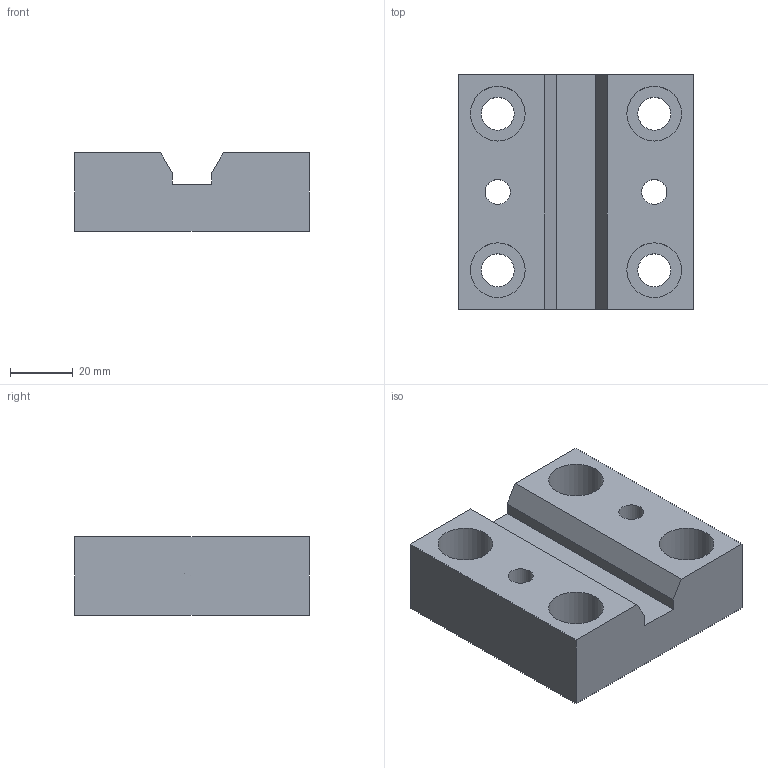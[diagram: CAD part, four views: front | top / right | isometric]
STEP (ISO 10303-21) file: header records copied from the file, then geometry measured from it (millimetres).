
FILE_DESCRIPTION(/* description */ ('2-WAY POSITIONING RECEIVER'),/* implementation_level */ '2;1');
FILE_NAME(/* name */ 'ALP25-PR2.stp',/* time_stamp */ '2019-03-05T17:50:03-05:00',/* author */ ('Avelyn'),/* organization */ (''),/* preprocessor_version */ 'ST-DEVELOPER v17',/* originating_system */ 'Autodesk Inventor 2018',/* authorisation */ '');
FILE_SCHEMA (('AUTOMOTIVE_DESIGN { 1 0 10303 214 3 1 1 }'));
Length unit declared in the file: millimetre
Products named in the file (1): ALP25-PR2
Bounding box: 75 x 75 x 25 mm (x, y, z)
Volume: 108960.8 mm3; surface area: 24530 mm2
Topology: 1 solids, 1 shells, 26 faces, 70 edges, 50 vertices
Faces by surface type: plane 16, cylinder 10
Full cylindrical faces by diameter (mm): 8 x2, 10.5 x4, 17.5 x4
Entity records: 907 total; most frequent: DIRECTION 154, CARTESIAN_POINT 147, ORIENTED_EDGE 140, EDGE_CURVE 70, AXIS2_PLACEMENT_3D 57, VERTEX_POINT 50, EDGE_LOOP 42, LINE 40
